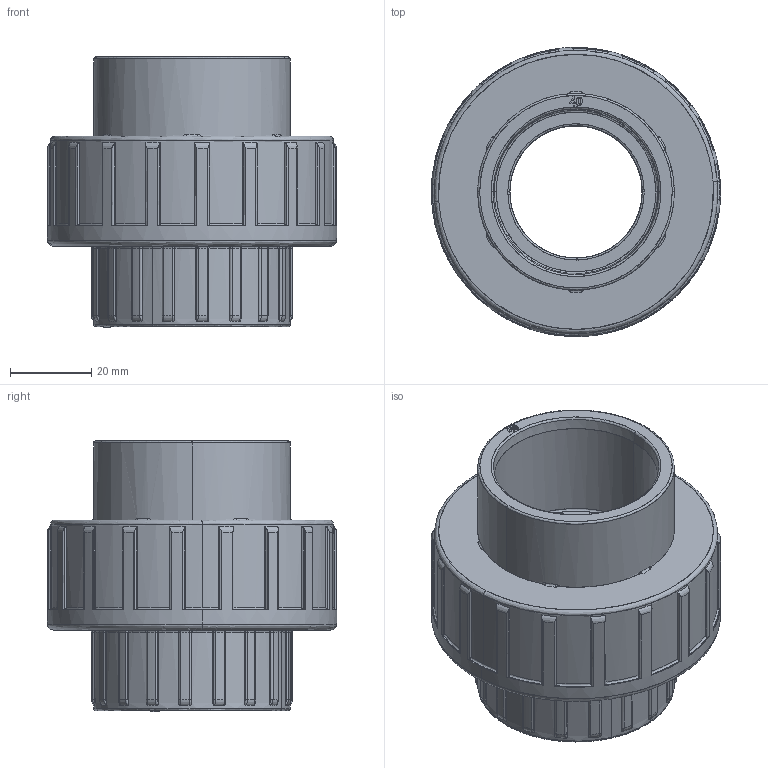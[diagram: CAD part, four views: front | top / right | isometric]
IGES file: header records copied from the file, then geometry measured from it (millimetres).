
Start section: SolidWorks IGES file using NURBS representation for surfaces
Global section: file name: 01051278040.IGS; native system: SolidWorks 2021; preprocessor: SolidWorks 2021; author: FRodrigues; date: 230628.093903; units: millimetre
Bounding box: 70.99 x 70.99 x 66.71 mm (x, y, z)
Surface area: 27424.8 mm2 (no closed solid volume)
Topology: 0 solids, 0 shells, 541 faces, 5591 edges, 5591 vertices
Faces by surface type: bspline 541
